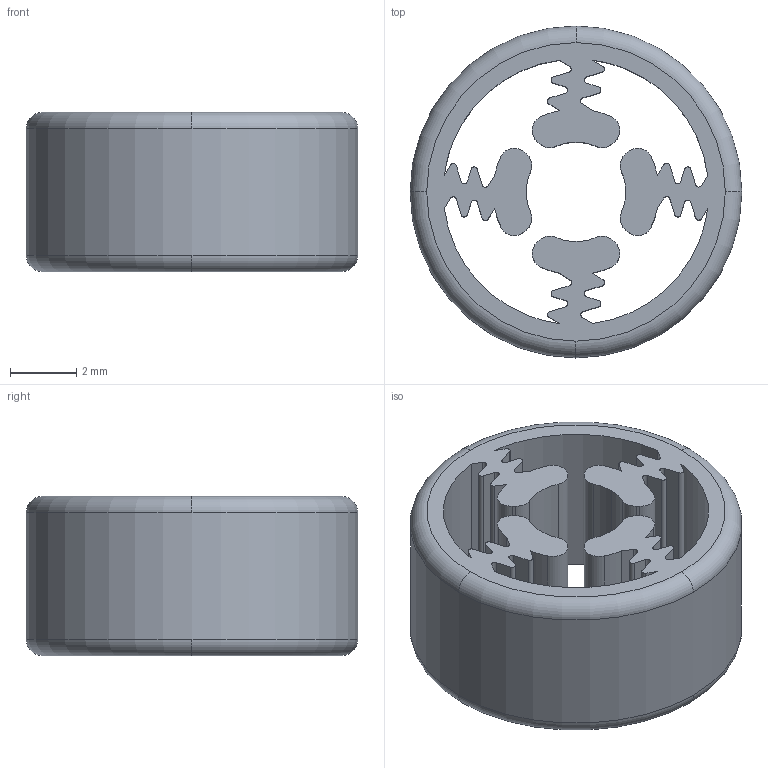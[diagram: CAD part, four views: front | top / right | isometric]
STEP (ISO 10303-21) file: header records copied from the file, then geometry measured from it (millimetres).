
FILE_DESCRIPTION(('FreeCAD Model'),'2;1');
FILE_NAME('Open CASCADE Shape Model','2025-05-03T07:13:34',(''),(''), 'Open CASCADE STEP processor 7.6','FreeCAD','Unknown');
FILE_SCHEMA(('AUTOMOTIVE_DESIGN { 1 0 10303 214 1 1 1 1 }'));
Length unit declared in the file: millimetre
Products named in the file (1): ボディ|体001
Bounding box: 10 x 10 x 4.8 mm (x, y, z)
Volume: 208.3 mm3; surface area: 548.8 mm2
Topology: 1 solids, 1 shells, 124 faces, 372 edges, 250 vertices
Faces by surface type: cylinder 66, plane 50, torus 8
Full cylindrical faces by diameter (mm): 10 x1
Entity records: 4291 total; most frequent: DIRECTION 783, CARTESIAN_POINT 748, ORIENTED_EDGE 744, EDGE_CURVE 372, AXIS2_PLACEMENT_3D 287, VERTEX_POINT 250, LINE 209, VECTOR 209
